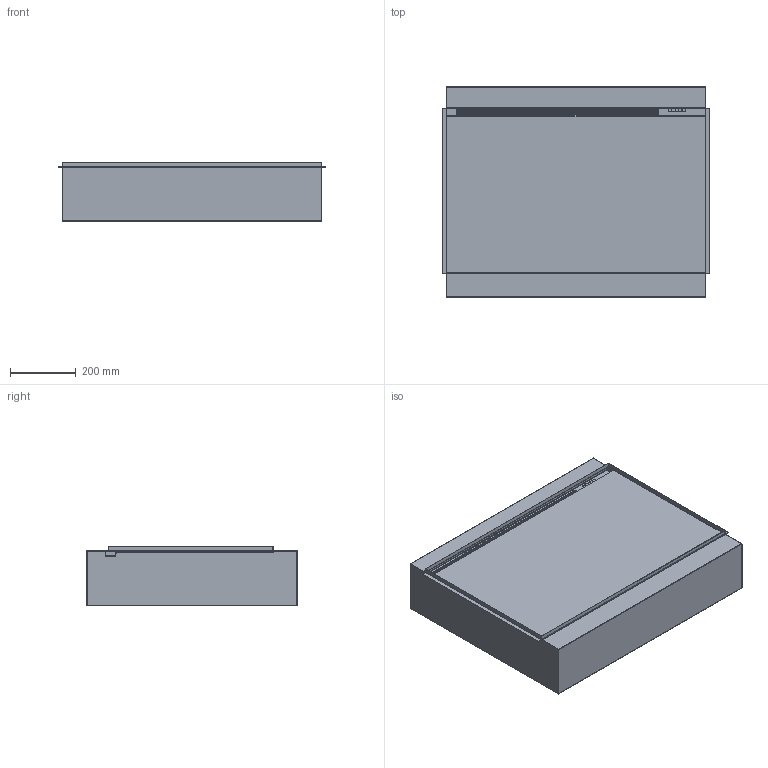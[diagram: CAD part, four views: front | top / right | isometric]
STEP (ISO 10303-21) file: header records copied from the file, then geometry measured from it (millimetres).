
FILE_DESCRIPTION (( 'STEP AP214' ), '1' );
FILE_NAME ('i790e.STEP', '2025-12-08T13:31:57', ( '' ), ( '' ), 'SwSTEP 2.0', 'SolidWorks 2024', '' );
FILE_SCHEMA (( 'AUTOMOTIVE_DESIGN' ));
Length unit declared in the file: millimetre
Products named in the file (1): i790e
Bounding box: 816 x 642 x 180 mm (x, y, z)
Volume: 3061832.7 mm3; surface area: 3137225.2 mm2
Topology: 12 solids, 12 shells, 7559 faces, 22533 edges, 14998 vertices
Faces by surface type: plane 7529, cylinder 30
Entity records: 255833 total; most frequent: CARTESIAN_POINT 45091, ORIENTED_EDGE 45066, DIRECTION 37713, EDGE_CURVE 22533, VECTOR 22473, LINE 22473, VERTEX_POINT 14998, EDGE_LOOP 11259
